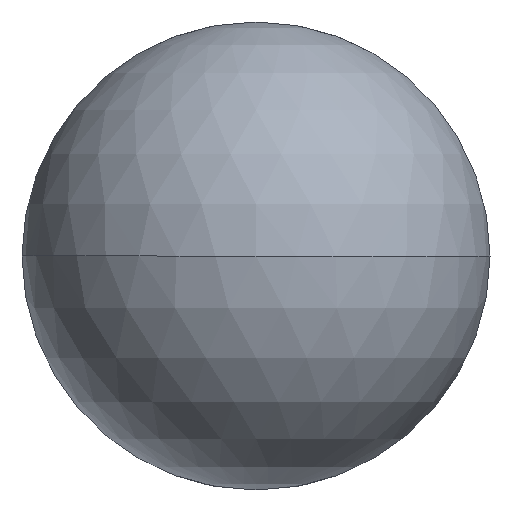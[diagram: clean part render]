
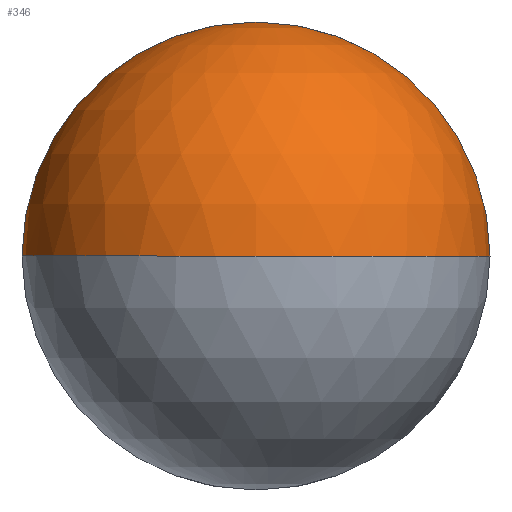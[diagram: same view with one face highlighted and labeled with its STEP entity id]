
A CAD part, front view. The second image highlights one B-rep face of the part: STEP entity #346.
In plain terms, the highlighted spherical face has radius 4.763 mm.
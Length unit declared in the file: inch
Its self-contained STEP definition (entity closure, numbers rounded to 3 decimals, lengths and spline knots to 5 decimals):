
#6 = DIRECTION ( 'NONE',  ( 0., 0., 1. ) ) ;
#8 = EDGE_CURVE ( 'NONE', #155, #351, #33, .T. ) ;
#19 = CIRCLE ( 'NONE', #292, 0.1875 ) ;
#26 = AXIS2_PLACEMENT_3D ( 'NONE', #293, #164, #263 ) ;
#33 = CIRCLE ( 'NONE', #309, 0.1875 ) ;
#44 = EDGE_CURVE ( 'NONE', #104, #129, #291, .T. ) ;
#54 = DIRECTION ( 'NONE',  ( -1., 0., 0. ) ) ;
#61 = ORIENTED_EDGE ( 'NONE', *, *, #264, .T. ) ;
#74 = ORIENTED_EDGE ( 'NONE', *, *, #8, .T. ) ;
#98 = SPHERICAL_SURFACE ( 'NONE', #133, 0.1875 ) ;
#101 = EDGE_LOOP ( 'NONE', ( #61, #74, #262, #316 ) ) ;
#104 = VERTEX_POINT ( 'NONE', #358 ) ;
#120 = EDGE_CURVE ( 'NONE', #104, #351, #361, .T. ) ;
#129 = VERTEX_POINT ( 'NONE', #149 ) ;
#131 = CARTESIAN_POINT ( 'NONE',  ( 0., 0.1875, 0. ) ) ;
#133 = AXIS2_PLACEMENT_3D ( 'NONE', #260, #6, #135 ) ;
#135 = DIRECTION ( 'NONE',  ( 1., 0., 0. ) ) ;
#149 = CARTESIAN_POINT ( 'NONE',  ( 0., 0.1875, 0.1875 ) ) ;
#151 = CARTESIAN_POINT ( 'NONE',  ( 0., 0.1875, 0. ) ) ;
#155 = VERTEX_POINT ( 'NONE', #368 ) ;
#164 = DIRECTION ( 'NONE',  ( 0., -1., 0. ) ) ;
#166 = FACE_OUTER_BOUND ( 'NONE', #101, .T. ) ;
#167 = DIRECTION ( 'NONE',  ( 1., 0., 0. ) ) ;
#214 = DIRECTION ( 'NONE',  ( 0., -1., 0. ) ) ;
#229 = DIRECTION ( 'NONE',  ( 0., 0., -1. ) ) ;
#230 = AXIS2_PLACEMENT_3D ( 'NONE', #151, #229, #54 ) ;
#260 = CARTESIAN_POINT ( 'NONE',  ( 0., 0.1875, 0. ) ) ;
#262 = ORIENTED_EDGE ( 'NONE', *, *, #120, .F. ) ;
#263 = DIRECTION ( 'NONE',  ( 0., 0., -1. ) ) ;
#264 = EDGE_CURVE ( 'NONE', #129, #155, #19, .T. ) ;
#291 = CIRCLE ( 'NONE', #26, 0.1875 ) ;
#292 = AXIS2_PLACEMENT_3D ( 'NONE', #348, #214, #355 ) ;
#293 = CARTESIAN_POINT ( 'NONE',  ( 0., 0.1875, 0. ) ) ;
#309 = AXIS2_PLACEMENT_3D ( 'NONE', #131, #356, #167 ) ;
#316 = ORIENTED_EDGE ( 'NONE', *, *, #44, .T. ) ;
#320 = CARTESIAN_POINT ( 'NONE',  ( 0., 0., 0. ) ) ;
#346 = ADVANCED_FACE ( 'NONE', ( #166 ), #98, .T. ) ;
#348 = CARTESIAN_POINT ( 'NONE',  ( 0., 0.1875, 0. ) ) ;
#351 = VERTEX_POINT ( 'NONE', #320 ) ;
#355 = DIRECTION ( 'NONE',  ( 0., 0., -1. ) ) ;
#356 = DIRECTION ( 'NONE',  ( 0., 0., 1. ) ) ;
#358 = CARTESIAN_POINT ( 'NONE',  ( 0.1875, 0.1875, 0. ) ) ;
#361 = CIRCLE ( 'NONE', #230, 0.1875 ) ;
#368 = CARTESIAN_POINT ( 'NONE',  ( -0.1875, 0.1875, 0. ) ) ;
